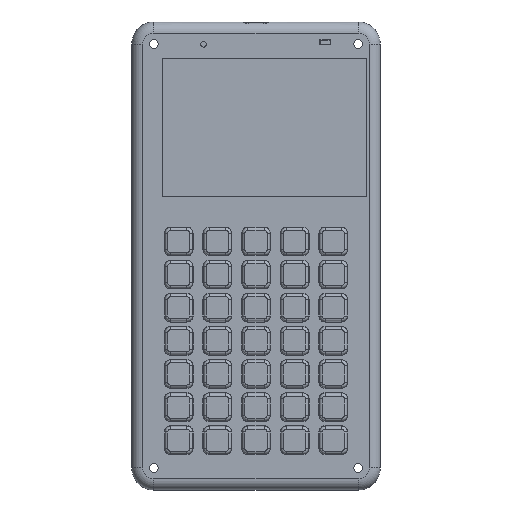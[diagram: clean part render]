
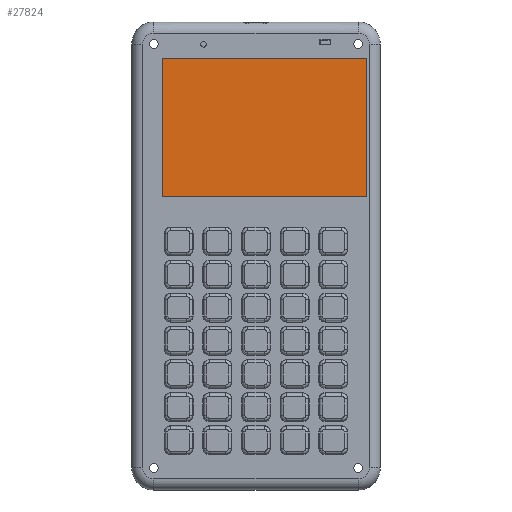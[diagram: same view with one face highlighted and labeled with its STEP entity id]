
A CAD part, top view. The second image highlights one B-rep face of the part: STEP entity #27824.
In plain terms, the highlighted planar face has unit normal (0, 0, 1).
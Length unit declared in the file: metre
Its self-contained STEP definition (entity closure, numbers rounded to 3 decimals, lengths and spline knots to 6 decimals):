
#8945=ORIENTED_EDGE('',*,*,#13500,.F.);
#8946=ORIENTED_EDGE('',*,*,#13503,.T.);
#8947=ORIENTED_EDGE('',*,*,#13505,.T.);
#8948=ORIENTED_EDGE('',*,*,#13506,.F.);
#13500=EDGE_CURVE('',#16270,#16271,#18987,.T.);
#13503=EDGE_CURVE('',#16270,#16272,#18990,.T.);
#13505=EDGE_CURVE('',#16272,#16273,#18992,.T.);
#13506=EDGE_CURVE('',#16271,#16273,#18993,.T.);
#16270=VERTEX_POINT('',#46370);
#16271=VERTEX_POINT('',#46372);
#16272=VERTEX_POINT('',#46376);
#16273=VERTEX_POINT('',#46380);
#18987=LINE('',#46371,#21792);
#18990=LINE('',#46377,#21795);
#18992=LINE('',#46381,#21797);
#18993=LINE('',#46383,#21798);
#21792=VECTOR('',#38104,1.);
#21795=VECTOR('',#38109,1.);
#21797=VECTOR('',#38113,1.);
#21798=VECTOR('',#38116,1.);
#23568=EDGE_LOOP('',(#8945,#8946,#8947,#8948));
#25367=FACE_BOUND('',#23568,.T.);
#26335=PLANE('',#30522);
#27824=ADVANCED_FACE('',(#25367),#26335,.T.);
#30522=AXIS2_PLACEMENT_3D('',#46384,#38117,#38118);
#38104=DIRECTION('',(0.,-1.,0.));
#38109=DIRECTION('',(-1.,0.,0.));
#38113=DIRECTION('',(0.,-1.,0.));
#38116=DIRECTION('',(-1.,0.,0.));
#38117=DIRECTION('',(0.,0.,1.));
#38118=DIRECTION('',(1.,0.,0.));
#46370=CARTESIAN_POINT('',(0.083,0.1543,0.0056));
#46371=CARTESIAN_POINT('',(0.083,0.1293,0.0056));
#46372=CARTESIAN_POINT('',(0.083,0.1043,0.0056));
#46376=CARTESIAN_POINT('',(0.009,0.1543,0.0056));
#46377=CARTESIAN_POINT('',(0.046,0.1543,0.0056));
#46380=CARTESIAN_POINT('',(0.009,0.1043,0.0056));
#46381=CARTESIAN_POINT('',(0.009,0.1293,0.0056));
#46383=CARTESIAN_POINT('',(0.046,0.1043,0.0056));
#46384=CARTESIAN_POINT('',(0.043,0.1293,0.0056));
